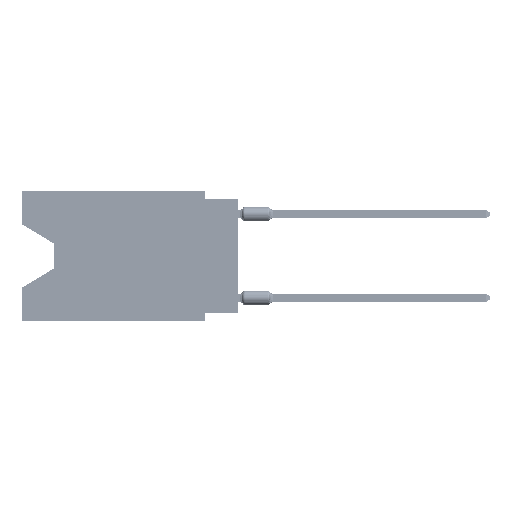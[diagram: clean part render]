
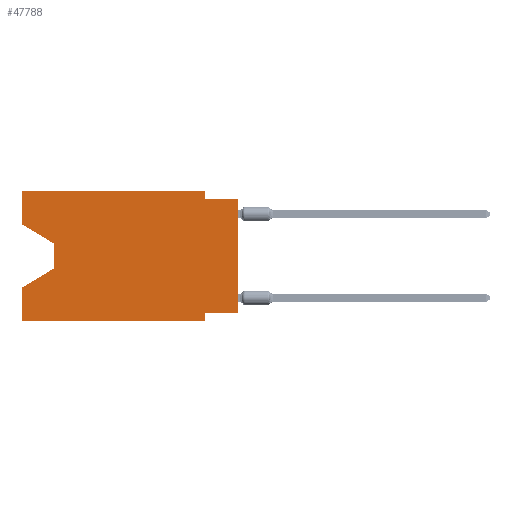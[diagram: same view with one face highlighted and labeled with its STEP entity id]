
A CAD part, left-side view. The second image highlights one B-rep face of the part: STEP entity #47788.
In plain terms, the highlighted planar face has unit normal (-1, 0, 0).
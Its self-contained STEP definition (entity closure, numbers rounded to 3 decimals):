
#314 = VERTEX_POINT ( 'NONE', #76635 ) ;
#671 = DIRECTION ( 'NONE',  ( 0., -0.855, -0.519 ) ) ;
#2381 = EDGE_CURVE ( 'NONE', #60539, #44556, #35303, .T. ) ;
#3024 = DIRECTION ( 'NONE',  ( 0., 0., -1. ) ) ;
#3650 = LINE ( 'NONE', #28792, #26380 ) ;
#4318 = ORIENTED_EDGE ( 'NONE', *, *, #75381, .T. ) ;
#5388 = VERTEX_POINT ( 'NONE', #53801 ) ;
#5953 = CARTESIAN_POINT ( 'NONE',  ( 0., 2.54, -9.906 ) ) ;
#5979 = CARTESIAN_POINT ( 'NONE',  ( 0., 0., -0.635 ) ) ;
#6396 = CARTESIAN_POINT ( 'NONE',  ( 0., 0., -9.271 ) ) ;
#8092 = CARTESIAN_POINT ( 'NONE',  ( 0., 16.383, -9.906 ) ) ;
#8223 = VECTOR ( 'NONE', #21473, 1000. ) ;
#10623 = EDGE_CURVE ( 'NONE', #60539, #314, #15757, .T. ) ;
#10807 = EDGE_CURVE ( 'NONE', #5388, #44556, #31085, .T. ) ;
#10871 = CARTESIAN_POINT ( 'NONE',  ( 0., 2.54, 0. ) ) ;
#11231 = VERTEX_POINT ( 'NONE', #57274 ) ;
#12097 = VERTEX_POINT ( 'NONE', #13176 ) ;
#12143 = VECTOR ( 'NONE', #41517, 1000. ) ;
#12165 = CARTESIAN_POINT ( 'NONE',  ( 0., 16.383, -9.906 ) ) ;
#12709 = VECTOR ( 'NONE', #13602, 1000. ) ;
#13022 = LINE ( 'NONE', #20326, #49857 ) ;
#13176 = CARTESIAN_POINT ( 'NONE',  ( 0., 13.97, -4.013 ) ) ;
#13602 = DIRECTION ( 'NONE',  ( 0., -1., 0. ) ) ;
#15049 = EDGE_CURVE ( 'NONE', #78447, #71860, #13022, .T. ) ;
#15377 = ORIENTED_EDGE ( 'NONE', *, *, #79677, .F. ) ;
#15757 = LINE ( 'NONE', #65260, #41694 ) ;
#15900 = VECTOR ( 'NONE', #68862, 1000. ) ;
#16399 = FACE_OUTER_BOUND ( 'NONE', #25285, .T. ) ;
#17078 = EDGE_CURVE ( 'NONE', #71860, #55025, #62701, .T. ) ;
#19961 = ORIENTED_EDGE ( 'NONE', *, *, #10807, .F. ) ;
#20326 = CARTESIAN_POINT ( 'NONE',  ( 0., 16.383, 0. ) ) ;
#20841 = ORIENTED_EDGE ( 'NONE', *, *, #10623, .F. ) ;
#21473 = DIRECTION ( 'NONE',  ( 0., 0., -1. ) ) ;
#22307 = DIRECTION ( 'NONE',  ( 0., 0.855, -0.519 ) ) ;
#23420 = VECTOR ( 'NONE', #671, 1000. ) ;
#25285 = EDGE_LOOP ( 'NONE', ( #77071, #75549, #45294, #20841, #40190, #19961, #57125, #4318, #57953, #15377, #73600, #65432 ) ) ;
#25686 = EDGE_CURVE ( 'NONE', #11231, #314, #3650, .T. ) ;
#26380 = VECTOR ( 'NONE', #22307, 1000. ) ;
#26771 = CARTESIAN_POINT ( 'NONE',  ( 0., 2.54, 0. ) ) ;
#26947 = LINE ( 'NONE', #57794, #79076 ) ;
#28792 = CARTESIAN_POINT ( 'NONE',  ( 0., 13.97, -5.893 ) ) ;
#28838 = DIRECTION ( 'NONE',  ( 0., 1., 0. ) ) ;
#29247 = CARTESIAN_POINT ( 'NONE',  ( 0., 16.383, -2.546 ) ) ;
#31085 = LINE ( 'NONE', #5953, #15900 ) ;
#31099 = CARTESIAN_POINT ( 'NONE',  ( 0., 16.383, -2.546 ) ) ;
#33081 = VECTOR ( 'NONE', #36885, 1000. ) ;
#33860 = PLANE ( 'NONE',  #58664 ) ;
#35037 = LINE ( 'NONE', #47228, #12143 ) ;
#35303 = LINE ( 'NONE', #12165, #33081 ) ;
#36885 = DIRECTION ( 'NONE',  ( 0., -1., 0. ) ) ;
#37952 = VECTOR ( 'NONE', #28838, 1000. ) ;
#38006 = DIRECTION ( 'NONE',  ( 0., -1., 0. ) ) ;
#40190 = ORIENTED_EDGE ( 'NONE', *, *, #2381, .T. ) ;
#41517 = DIRECTION ( 'NONE',  ( 0., 0., -1. ) ) ;
#41694 = VECTOR ( 'NONE', #46585, 1000. ) ;
#44556 = VERTEX_POINT ( 'NONE', #54339 ) ;
#44808 = DIRECTION ( 'NONE',  ( 0., 0., 1. ) ) ;
#45294 = ORIENTED_EDGE ( 'NONE', *, *, #25686, .T. ) ;
#46046 = DIRECTION ( 'NONE',  ( 1., 0., 0. ) ) ;
#46354 = EDGE_CURVE ( 'NONE', #53257, #74031, #69298, .T. ) ;
#46585 = DIRECTION ( 'NONE',  ( 0., 0., 1. ) ) ;
#46842 = VECTOR ( 'NONE', #38006, 1000. ) ;
#47228 = CARTESIAN_POINT ( 'NONE',  ( 0., 13.97, -4.013 ) ) ;
#47500 = CARTESIAN_POINT ( 'NONE',  ( 0., 0., -9.271 ) ) ;
#47788 = ADVANCED_FACE ( 'NONE', ( #16399 ), #33860, .F. ) ;
#49088 = EDGE_CURVE ( 'NONE', #12097, #11231, #35037, .T. ) ;
#49857 = VECTOR ( 'NONE', #64142, 1000. ) ;
#51100 = LINE ( 'NONE', #26771, #8223 ) ;
#53257 = VERTEX_POINT ( 'NONE', #64555 ) ;
#53801 = CARTESIAN_POINT ( 'NONE',  ( 0., 2.54, -9.271 ) ) ;
#54339 = CARTESIAN_POINT ( 'NONE',  ( 0., 2.54, -9.906 ) ) ;
#55025 = VERTEX_POINT ( 'NONE', #10871 ) ;
#56657 = CARTESIAN_POINT ( 'NONE',  ( 0., 0., -0.635 ) ) ;
#57125 = ORIENTED_EDGE ( 'NONE', *, *, #79279, .F. ) ;
#57274 = CARTESIAN_POINT ( 'NONE',  ( 0., 13.97, -5.893 ) ) ;
#57794 = CARTESIAN_POINT ( 'NONE',  ( 0., 0., 0. ) ) ;
#57953 = ORIENTED_EDGE ( 'NONE', *, *, #46354, .F. ) ;
#58664 = AXIS2_PLACEMENT_3D ( 'NONE', #66288, #46046, #3024 ) ;
#60539 = VERTEX_POINT ( 'NONE', #8092 ) ;
#62701 = LINE ( 'NONE', #75303, #12709 ) ;
#64142 = DIRECTION ( 'NONE',  ( 0., 0., 1. ) ) ;
#64555 = CARTESIAN_POINT ( 'NONE',  ( 0., 2.54, -0.635 ) ) ;
#65260 = CARTESIAN_POINT ( 'NONE',  ( 0., 16.383, 0. ) ) ;
#65432 = ORIENTED_EDGE ( 'NONE', *, *, #15049, .F. ) ;
#66288 = CARTESIAN_POINT ( 'NONE',  ( 0., 16.383, 0. ) ) ;
#68056 = LINE ( 'NONE', #31099, #23420 ) ;
#68862 = DIRECTION ( 'NONE',  ( 0., 0., -1. ) ) ;
#69298 = LINE ( 'NONE', #5979, #46842 ) ;
#71860 = VERTEX_POINT ( 'NONE', #73524 ) ;
#73524 = CARTESIAN_POINT ( 'NONE',  ( 0., 16.383, 0. ) ) ;
#73600 = ORIENTED_EDGE ( 'NONE', *, *, #17078, .F. ) ;
#74031 = VERTEX_POINT ( 'NONE', #56657 ) ;
#74862 = EDGE_CURVE ( 'NONE', #78447, #12097, #68056, .T. ) ;
#75303 = CARTESIAN_POINT ( 'NONE',  ( 0., 16.383, 0. ) ) ;
#75381 = EDGE_CURVE ( 'NONE', #77724, #74031, #26947, .T. ) ;
#75549 = ORIENTED_EDGE ( 'NONE', *, *, #49088, .T. ) ;
#76635 = CARTESIAN_POINT ( 'NONE',  ( 0., 16.383, -7.36 ) ) ;
#77071 = ORIENTED_EDGE ( 'NONE', *, *, #74862, .T. ) ;
#77724 = VERTEX_POINT ( 'NONE', #6396 ) ;
#78003 = LINE ( 'NONE', #47500, #37952 ) ;
#78447 = VERTEX_POINT ( 'NONE', #29247 ) ;
#79076 = VECTOR ( 'NONE', #44808, 1000. ) ;
#79279 = EDGE_CURVE ( 'NONE', #77724, #5388, #78003, .T. ) ;
#79677 = EDGE_CURVE ( 'NONE', #55025, #53257, #51100, .T. ) ;
